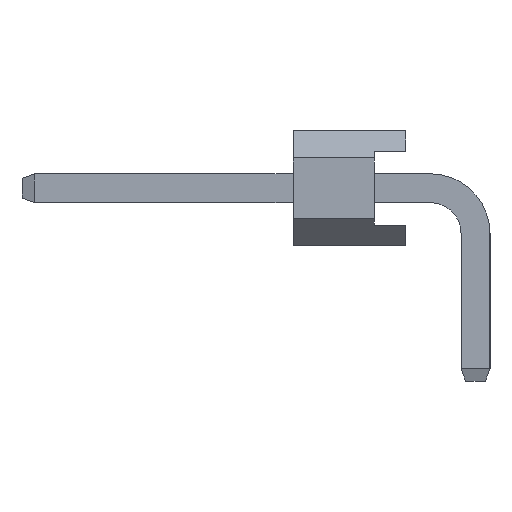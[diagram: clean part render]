
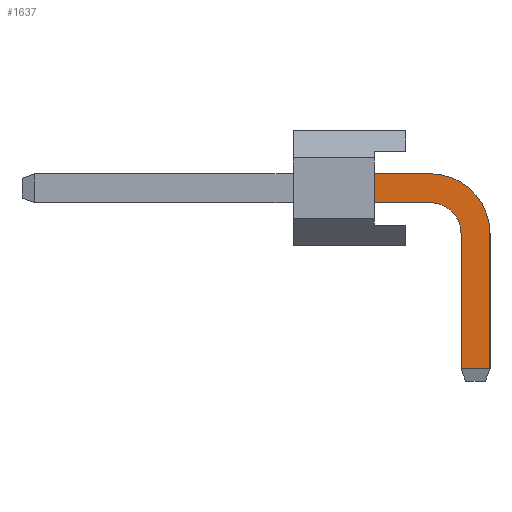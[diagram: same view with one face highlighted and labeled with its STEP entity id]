
A CAD part, left-side view. The second image highlights one B-rep face of the part: STEP entity #1637.
In plain terms, the highlighted planar face has unit normal (-1, 0, 0).
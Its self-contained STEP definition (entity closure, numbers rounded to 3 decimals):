
#1637=ADVANCED_FACE('',(#4533),#4535,.T.);
#4533=FACE_BOUND('',#4534,.T.);
#4534=EDGE_LOOP('',(#6881,#6882,#6883,#6884,#6885,#6886,#6887,#6888));
#4535=PLANE('',#4536);
#4536=AXIS2_PLACEMENT_3D('',#4537,#4538,#4539);
#4537=CARTESIAN_POINT('',(-0.32,0.32,-3.));
#4538=DIRECTION('',(-1.,0.,0.));
#4539=DIRECTION('',(0.,-1.,0.));
#6881=ORIENTED_EDGE('',*,*,#8281,.T.);
#6882=ORIENTED_EDGE('',*,*,#8282,.T.);
#6883=ORIENTED_EDGE('',*,*,#8283,.T.);
#6884=ORIENTED_EDGE('',*,*,#8284,.T.);
#6885=ORIENTED_EDGE('',*,*,#7829,.T.);
#6886=ORIENTED_EDGE('',*,*,#8285,.F.);
#6887=ORIENTED_EDGE('',*,*,#8286,.F.);
#6888=ORIENTED_EDGE('',*,*,#8287,.F.);
#7829=EDGE_CURVE('',#8957,#8958,#8959,.T.);
#8281=EDGE_CURVE('',#9665,#9666,#9667,.T.);
#8282=EDGE_CURVE('',#9666,#9668,#9669,.T.);
#8283=EDGE_CURVE('',#9668,#9670,#9671,.T.);
#8284=EDGE_CURVE('',#9670,#8957,#9672,.T.);
#8285=EDGE_CURVE('',#9673,#8958,#9674,.T.);
#8286=EDGE_CURVE('',#9675,#9673,#9676,.T.);
#8287=EDGE_CURVE('',#9665,#9675,#9677,.T.);
#8957=VERTEX_POINT('',#10881);
#8958=VERTEX_POINT('',#10882);
#8959=LINE('',#10883,#10884);
#9665=VERTEX_POINT('',#12533);
#9666=VERTEX_POINT('',#12534);
#9667=LINE('',#12535,#12536);
#9668=VERTEX_POINT('',#12538);
#9669=LINE('',#12539,#12540);
#9670=VERTEX_POINT('',#12542);
#9671=CIRCLE('',#12543,1.32);
#9672=LINE('',#12547,#12548);
#9673=VERTEX_POINT('',#12550);
#9674=LINE('',#12551,#12552);
#9675=VERTEX_POINT('',#12554);
#9676=CIRCLE('',#12555,0.68);
#9677=LINE('',#12559,#12560);
#10881=CARTESIAN_POINT('',(-0.32,2.24,1.59));
#10882=CARTESIAN_POINT('',(-0.32,2.24,0.95));
#10883=CARTESIAN_POINT('',(-0.32,2.24,1.59));
#10884=VECTOR('',#10885,1.);
#10885=DIRECTION('',(0.,0.,-1.));
#12533=CARTESIAN_POINT('',(-0.32,0.32,-2.725));
#12534=CARTESIAN_POINT('',(-0.32,-0.32,-2.725));
#12535=CARTESIAN_POINT('',(-0.32,0.32,-2.725));
#12536=VECTOR('',#12537,1.);
#12537=DIRECTION('',(0.,-1.,0.));
#12538=CARTESIAN_POINT('',(-0.32,-0.32,0.27));
#12539=CARTESIAN_POINT('',(-0.32,-0.32,-2.725));
#12540=VECTOR('',#12541,1.);
#12541=DIRECTION('',(0.,0.,1.));
#12542=CARTESIAN_POINT('',(-0.32,1.,1.59));
#12543=AXIS2_PLACEMENT_3D('',#12544,#12545,#12546);
#12544=CARTESIAN_POINT('',(-0.32,1.,0.27));
#12545=DIRECTION('',(-1.,-0.,0.));
#12546=DIRECTION('',(0.,-1.,0.));
#12547=CARTESIAN_POINT('',(-0.32,1.,1.59));
#12548=VECTOR('',#12549,1.);
#12549=DIRECTION('',(0.,1.,0.));
#12550=CARTESIAN_POINT('',(-0.32,1.,0.95));
#12551=CARTESIAN_POINT('',(-0.32,1.,0.95));
#12552=VECTOR('',#12553,1.);
#12553=DIRECTION('',(0.,1.,0.));
#12554=CARTESIAN_POINT('',(-0.32,0.32,0.27));
#12555=AXIS2_PLACEMENT_3D('',#12556,#12557,#12558);
#12556=CARTESIAN_POINT('',(-0.32,1.,0.27));
#12557=DIRECTION('',(-1.,-0.,0.));
#12558=DIRECTION('',(0.,-1.,0.));
#12559=CARTESIAN_POINT('',(-0.32,0.32,-2.725));
#12560=VECTOR('',#12561,1.);
#12561=DIRECTION('',(0.,0.,1.));
